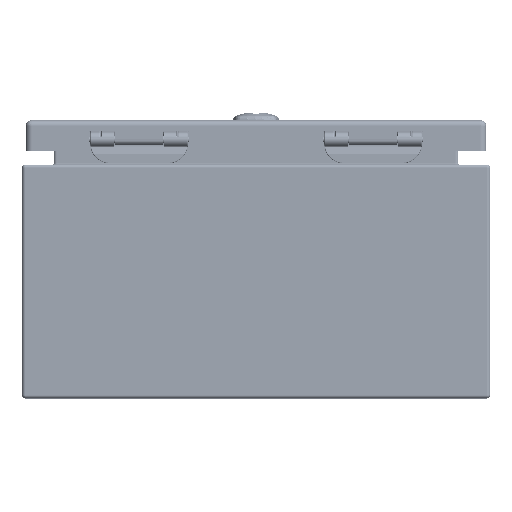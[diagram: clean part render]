
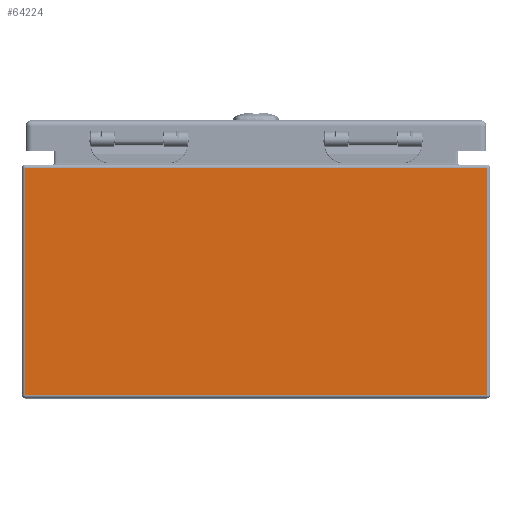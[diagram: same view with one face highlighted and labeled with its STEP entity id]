
A CAD part, left-side view. The second image highlights one B-rep face of the part: STEP entity #64224.
In plain terms, the highlighted planar face has unit normal (-1, 0, 0).
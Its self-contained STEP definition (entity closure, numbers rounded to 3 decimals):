
#6754=LINE('',#89966,#10616);
#6755=LINE('',#89973,#10617);
#6756=LINE('',#89975,#10618);
#6757=LINE('',#89976,#10619);
#10616=VECTOR('',#74766,0.394);
#10617=VECTOR('',#74775,0.394);
#10618=VECTOR('',#74776,0.394);
#10619=VECTOR('',#74777,0.394);
#15495=FACE_OUTER_BOUND('',#19487,.T.);
#19487=EDGE_LOOP('',(#42691,#42692,#42693,#42694));
#26058=VERTEX_POINT('',#89955);
#26061=VERTEX_POINT('',#89962);
#26064=VERTEX_POINT('',#89972);
#26065=VERTEX_POINT('',#89974);
#32449=EDGE_CURVE('',#26058,#26061,#6754,.T.);
#32452=EDGE_CURVE('',#26064,#26058,#6755,.T.);
#32453=EDGE_CURVE('',#26065,#26064,#6756,.T.);
#32454=EDGE_CURVE('',#26065,#26061,#6757,.T.);
#42691=ORIENTED_EDGE('',*,*,#32449,.F.);
#42692=ORIENTED_EDGE('',*,*,#32452,.F.);
#42693=ORIENTED_EDGE('',*,*,#32453,.F.);
#42694=ORIENTED_EDGE('',*,*,#32454,.T.);
#62837=PLANE('',#69073);
#64224=ADVANCED_FACE('',(#15495),#62837,.F.);
#69073=AXIS2_PLACEMENT_3D('',#89971,#74773,#74774);
#74766=DIRECTION('',(0.,0.,-1.));
#74773=DIRECTION('center_axis',(1.,0.,0.));
#74774=DIRECTION('ref_axis',(0.,0.,-1.));
#74775=DIRECTION('',(0.,-1.,0.));
#74776=DIRECTION('',(0.,0.,1.));
#74777=DIRECTION('',(0.,-1.,0.));
#89955=CARTESIAN_POINT('',(-6.,-5.916,5.916));
#89962=CARTESIAN_POINT('',(-6.,-5.916,0.084));
#89966=CARTESIAN_POINT('',(-6.,-5.916,5.916));
#89971=CARTESIAN_POINT('Origin',(-6.,-5.078,5.916));
#89972=CARTESIAN_POINT('',(-6.,5.916,5.916));
#89973=CARTESIAN_POINT('',(-6.,5.078,5.916));
#89974=CARTESIAN_POINT('',(-6.,5.916,0.084));
#89975=CARTESIAN_POINT('',(-6.,5.916,5.916));
#89976=CARTESIAN_POINT('',(-6.,0.,0.084));
